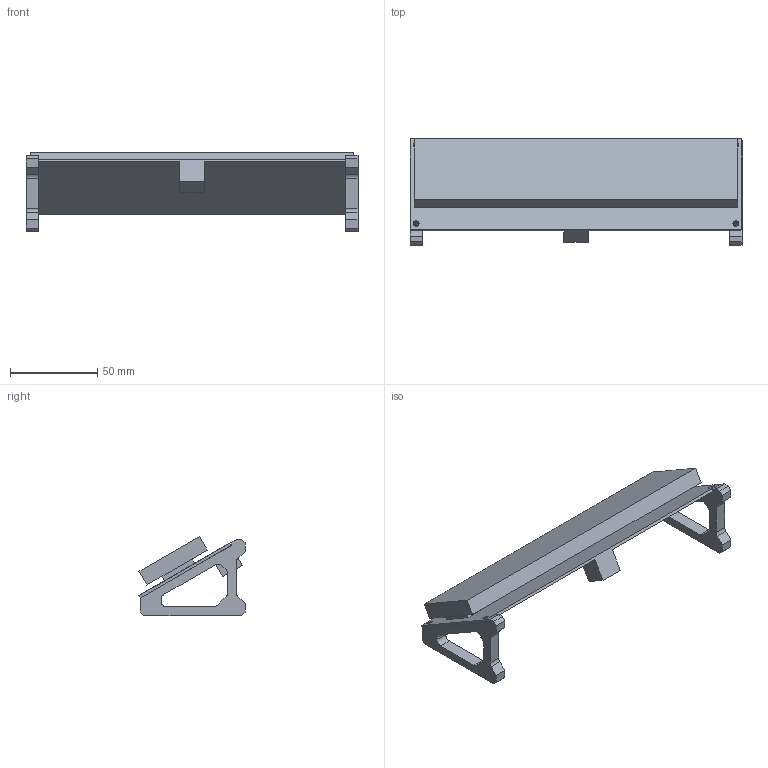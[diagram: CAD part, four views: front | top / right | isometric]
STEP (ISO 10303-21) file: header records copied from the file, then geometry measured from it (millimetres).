
FILE_DESCRIPTION (( 'STEP AP214' ), '1' );
FILE_NAME ('GotchauClockVFD.STEP', '2023-05-08T19:58:12', ( '' ), ( '' ), 'SwSTEP 2.0', 'SolidWorks 2018', '' );
FILE_SCHEMA (( 'AUTOMOTIVE_DESIGN' ));
Length unit declared in the file: millimetre
Products named in the file (3): M202MD25CA; simpleSide GCVFD; GotchauClockVFD
Assembly tree (3 placements, depth 2):
  GotchauClockVFD
    simpleSide GCVFD  x2
    M202MD25CA
Bounding box: 190 x 60.8 x 45.28 mm (x, y, z)
Volume: 100979.5 mm3; surface area: 50605 mm2
Topology: 3 solids, 3 shells, 106 faces, 282 edges, 188 vertices
Faces by surface type: plane 72, cylinder 34
Entity records: 2281 total; most frequent: CARTESIAN_POINT 380, DIRECTION 375, ORIENTED_EDGE 366, EDGE_CURVE 183, VECTOR 141, LINE 141, VERTEX_POINT 122, AXIS2_PLACEMENT_3D 117
